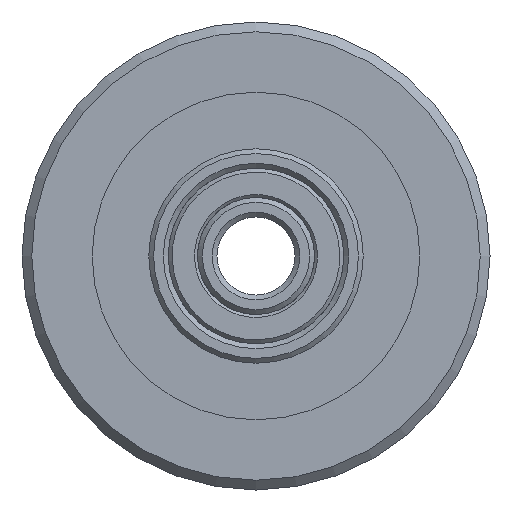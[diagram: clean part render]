
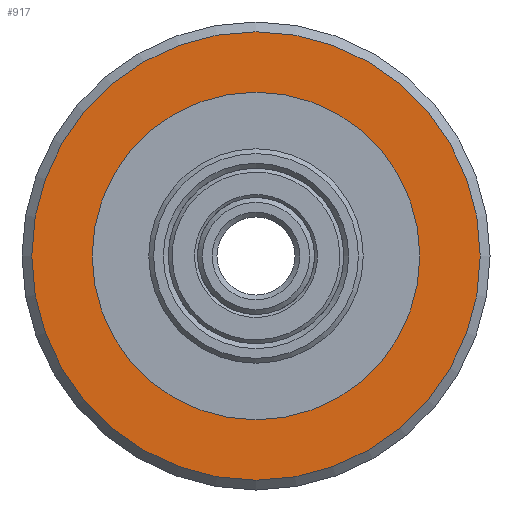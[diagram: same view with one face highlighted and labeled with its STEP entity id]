
A CAD part, front view. The second image highlights one B-rep face of the part: STEP entity #917.
In plain terms, the highlighted planar face has unit normal (0, -1, 0).
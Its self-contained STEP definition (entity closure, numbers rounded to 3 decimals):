
#88=FACE_BOUND('',#195,.T.);
#102=PLANE('',#1075);
#140=FACE_OUTER_BOUND('',#194,.T.);
#194=EDGE_LOOP('',(#696,#697));
#195=EDGE_LOOP('',(#698,#699));
#305=CIRCLE('',#1037,23.);
#306=CIRCLE('',#1038,23.);
#329=CIRCLE('',#1068,16.8);
#330=CIRCLE('',#1069,16.8);
#403=VERTEX_POINT('',#1569);
#404=VERTEX_POINT('',#1571);
#427=VERTEX_POINT('',#1631);
#428=VERTEX_POINT('',#1633);
#501=EDGE_CURVE('',#404,#403,#305,.T.);
#502=EDGE_CURVE('',#403,#404,#306,.T.);
#532=EDGE_CURVE('',#427,#428,#329,.T.);
#533=EDGE_CURVE('',#428,#427,#330,.T.);
#696=ORIENTED_EDGE('',*,*,#501,.T.);
#697=ORIENTED_EDGE('',*,*,#502,.T.);
#698=ORIENTED_EDGE('',*,*,#533,.F.);
#699=ORIENTED_EDGE('',*,*,#532,.F.);
#917=ADVANCED_FACE('',(#140,#88),#102,.T.);
#1037=AXIS2_PLACEMENT_3D('',#1572,#1209,#1210);
#1038=AXIS2_PLACEMENT_3D('',#1573,#1211,#1212);
#1068=AXIS2_PLACEMENT_3D('',#1634,#1278,#1279);
#1069=AXIS2_PLACEMENT_3D('',#1635,#1280,#1281);
#1075=AXIS2_PLACEMENT_3D('',#1641,#1292,#1293);
#1209=DIRECTION('center_axis',(0.,-1.,0.));
#1210=DIRECTION('ref_axis',(0.,0.,-1.));
#1211=DIRECTION('center_axis',(0.,-1.,0.));
#1212=DIRECTION('ref_axis',(0.,0.,-1.));
#1278=DIRECTION('center_axis',(0.,-1.,0.));
#1279=DIRECTION('ref_axis',(0.,0.,-1.));
#1280=DIRECTION('center_axis',(0.,-1.,0.));
#1281=DIRECTION('ref_axis',(0.,0.,-1.));
#1292=DIRECTION('center_axis',(0.,-1.,0.));
#1293=DIRECTION('ref_axis',(0.,0.,-1.));
#1569=CARTESIAN_POINT('',(0.,4.8,-23.));
#1571=CARTESIAN_POINT('',(0.,4.8,23.));
#1572=CARTESIAN_POINT('Origin',(0.,4.8,0.));
#1573=CARTESIAN_POINT('Origin',(0.,4.8,0.));
#1631=CARTESIAN_POINT('',(0.,4.8,16.8));
#1633=CARTESIAN_POINT('',(0.,4.8,-16.8));
#1634=CARTESIAN_POINT('Origin',(0.,4.8,0.));
#1635=CARTESIAN_POINT('Origin',(0.,4.8,0.));
#1641=CARTESIAN_POINT('Origin',(16.8,4.8,0.));
